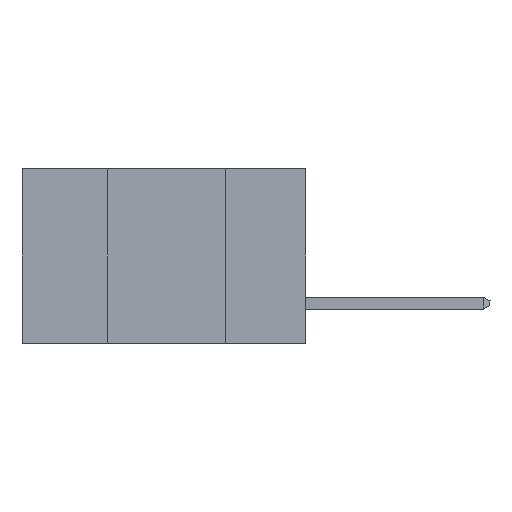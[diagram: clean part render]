
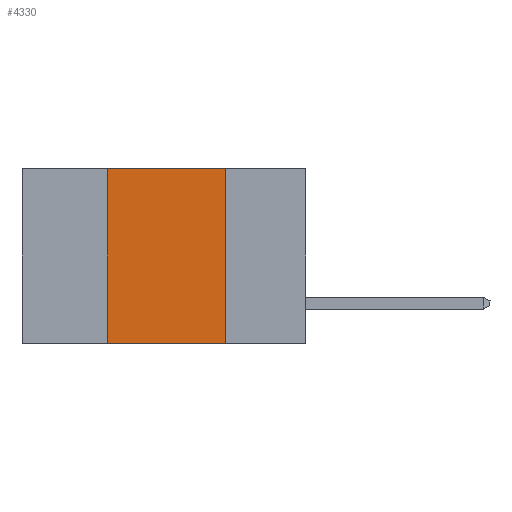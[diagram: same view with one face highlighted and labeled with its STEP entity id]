
A CAD part, left-side view. The second image highlights one B-rep face of the part: STEP entity #4330.
In plain terms, the highlighted planar face has unit normal (-1, 0, 0).
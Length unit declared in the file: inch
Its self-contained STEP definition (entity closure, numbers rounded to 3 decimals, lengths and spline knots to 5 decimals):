
#317 = CARTESIAN_POINT ( 'NONE',  ( 0., 0.6, 0. ) ) ;
#861 = CARTESIAN_POINT ( 'NONE',  ( 0., 0.42, 0. ) ) ;
#1079 = ORIENTED_EDGE ( 'NONE', *, *, #9699, .F. ) ;
#1471 = VECTOR ( 'NONE', #8538, 39.37008 ) ;
#1628 = EDGE_CURVE ( 'NONE', #5914, #6860, #10118, .T. ) ;
#1682 = VECTOR ( 'NONE', #3838, 39.37008 ) ;
#2358 = CARTESIAN_POINT ( 'NONE',  ( 0., 0.6, -0.37 ) ) ;
#2561 = DIRECTION ( 'NONE',  ( 1., 0., 0. ) ) ;
#2866 = CARTESIAN_POINT ( 'NONE',  ( 0., 0.6, 0. ) ) ;
#2987 = AXIS2_PLACEMENT_3D ( 'NONE', #317, #2561, #9905 ) ;
#3091 = DIRECTION ( 'NONE',  ( 0., 0., 1. ) ) ;
#3712 = ORIENTED_EDGE ( 'NONE', *, *, #10017, .T. ) ;
#3838 = DIRECTION ( 'NONE',  ( 0., -1., 0. ) ) ;
#4251 = FACE_OUTER_BOUND ( 'NONE', #9498, .T. ) ;
#4270 = LINE ( 'NONE', #9870, #4808 ) ;
#4330 = ADVANCED_FACE ( 'NONE', ( #4251 ), #6628, .F. ) ;
#4508 = CARTESIAN_POINT ( 'NONE',  ( 0., 0.17, -0.37 ) ) ;
#4521 = ORIENTED_EDGE ( 'NONE', *, *, #7620, .F. ) ;
#4808 = VECTOR ( 'NONE', #5121, 39.37008 ) ;
#4925 = VERTEX_POINT ( 'NONE', #8622 ) ;
#5121 = DIRECTION ( 'NONE',  ( 0., 0., -1. ) ) ;
#5373 = VERTEX_POINT ( 'NONE', #4508 ) ;
#5770 = VECTOR ( 'NONE', #3091, 39.37008 ) ;
#5914 = VERTEX_POINT ( 'NONE', #861 ) ;
#6427 = CARTESIAN_POINT ( 'NONE',  ( 0., 0.42, -0.37 ) ) ;
#6628 = PLANE ( 'NONE',  #2987 ) ;
#6860 = VERTEX_POINT ( 'NONE', #8699 ) ;
#7620 = EDGE_CURVE ( 'NONE', #4925, #5914, #8915, .T. ) ;
#8538 = DIRECTION ( 'NONE',  ( 0., -1., 0. ) ) ;
#8622 = CARTESIAN_POINT ( 'NONE',  ( 0., 0.42, -0.37 ) ) ;
#8699 = CARTESIAN_POINT ( 'NONE',  ( 0., 0.17, 0. ) ) ;
#8892 = ORIENTED_EDGE ( 'NONE', *, *, #1628, .F. ) ;
#8915 = LINE ( 'NONE', #6427, #5770 ) ;
#9498 = EDGE_LOOP ( 'NONE', ( #1079, #8892, #4521, #3712 ) ) ;
#9604 = LINE ( 'NONE', #2358, #1682 ) ;
#9699 = EDGE_CURVE ( 'NONE', #6860, #5373, #4270, .T. ) ;
#9870 = CARTESIAN_POINT ( 'NONE',  ( 0., 0.17, -0.37 ) ) ;
#9905 = DIRECTION ( 'NONE',  ( 0., 0., -1. ) ) ;
#10017 = EDGE_CURVE ( 'NONE', #4925, #5373, #9604, .T. ) ;
#10118 = LINE ( 'NONE', #2866, #1471 ) ;
